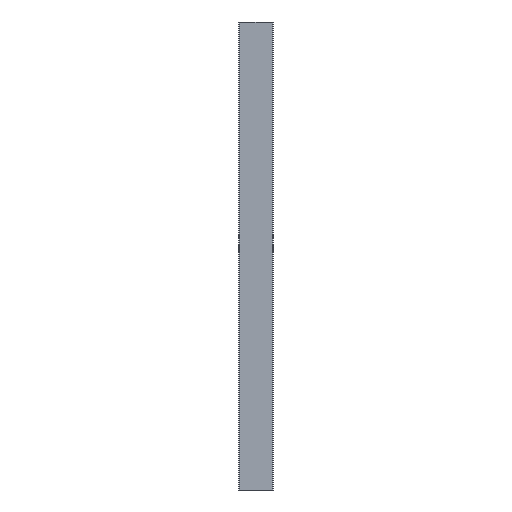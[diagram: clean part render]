
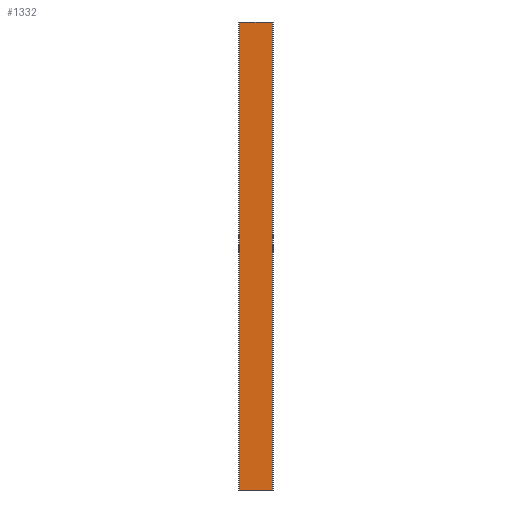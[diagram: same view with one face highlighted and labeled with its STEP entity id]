
A CAD part, front view. The second image highlights one B-rep face of the part: STEP entity #1332.
In plain terms, the highlighted planar face has unit normal (0, -1, 0).
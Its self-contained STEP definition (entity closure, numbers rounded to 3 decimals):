
#16 = LINE ( 'NONE', #1170, #5156 ) ;
#124 = ORIENTED_EDGE ( 'NONE', *, *, #4152, .F. ) ;
#190 = CARTESIAN_POINT ( 'NONE',  ( 0., 0., -305. ) ) ;
#246 = DIRECTION ( 'NONE',  ( -1., 0., 0. ) ) ;
#260 = LINE ( 'NONE', #190, #5486 ) ;
#495 = VERTEX_POINT ( 'NONE', #7175 ) ;
#814 = CARTESIAN_POINT ( 'NONE',  ( -21.5, 0., 305. ) ) ;
#1028 = CARTESIAN_POINT ( 'NONE',  ( -21.5, 0., 305. ) ) ;
#1170 = CARTESIAN_POINT ( 'NONE',  ( 21.5, 0., 305. ) ) ;
#1301 = VERTEX_POINT ( 'NONE', #4394 ) ;
#1332 = ADVANCED_FACE ( 'NONE', ( #3980 ), #2761, .T. ) ;
#1430 = AXIS2_PLACEMENT_3D ( 'NONE', #3946, #3334, #6908 ) ;
#1504 = VECTOR ( 'NONE', #6685, 1000. ) ;
#1552 = VERTEX_POINT ( 'NONE', #5334 ) ;
#2761 = PLANE ( 'NONE',  #1430 ) ;
#2852 = VECTOR ( 'NONE', #246, 1000. ) ;
#3334 = DIRECTION ( 'NONE',  ( 0., -1., 0. ) ) ;
#3946 = CARTESIAN_POINT ( 'NONE',  ( 0., 0., 305. ) ) ;
#3980 = FACE_OUTER_BOUND ( 'NONE', #6416, .T. ) ;
#4135 = DIRECTION ( 'NONE',  ( 0., 0., -1. ) ) ;
#4152 = EDGE_CURVE ( 'NONE', #495, #1552, #260, .T. ) ;
#4243 = ORIENTED_EDGE ( 'NONE', *, *, #5565, .T. ) ;
#4356 = CARTESIAN_POINT ( 'NONE',  ( 0., 0., 305. ) ) ;
#4394 = CARTESIAN_POINT ( 'NONE',  ( 21.5, 0., 305. ) ) ;
#4584 = EDGE_CURVE ( 'NONE', #6121, #1552, #6233, .T. ) ;
#4836 = DIRECTION ( 'NONE',  ( -1., 0., 0. ) ) ;
#5156 = VECTOR ( 'NONE', #4135, 1000. ) ;
#5311 = ORIENTED_EDGE ( 'NONE', *, *, #4584, .T. ) ;
#5334 = CARTESIAN_POINT ( 'NONE',  ( -21.5, 0., -305. ) ) ;
#5486 = VECTOR ( 'NONE', #4836, 1000. ) ;
#5528 = ORIENTED_EDGE ( 'NONE', *, *, #5790, .F. ) ;
#5565 = EDGE_CURVE ( 'NONE', #1301, #6121, #7258, .T. ) ;
#5790 = EDGE_CURVE ( 'NONE', #1301, #495, #16, .T. ) ;
#6121 = VERTEX_POINT ( 'NONE', #814 ) ;
#6233 = LINE ( 'NONE', #1028, #1504 ) ;
#6416 = EDGE_LOOP ( 'NONE', ( #124, #5528, #4243, #5311 ) ) ;
#6685 = DIRECTION ( 'NONE',  ( 0., 0., -1. ) ) ;
#6908 = DIRECTION ( 'NONE',  ( 0., 0., -1. ) ) ;
#7175 = CARTESIAN_POINT ( 'NONE',  ( 21.5, 0., -305. ) ) ;
#7258 = LINE ( 'NONE', #4356, #2852 ) ;
